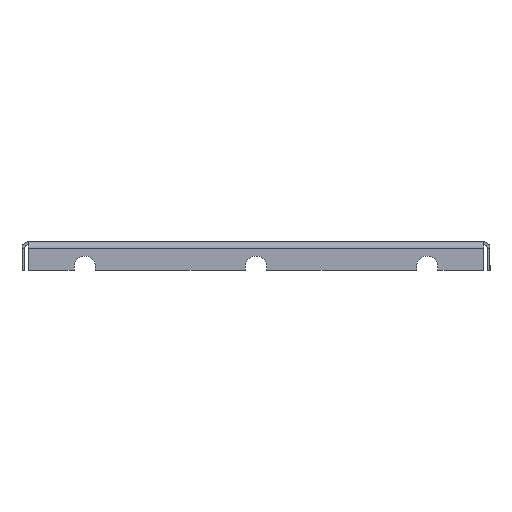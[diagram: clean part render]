
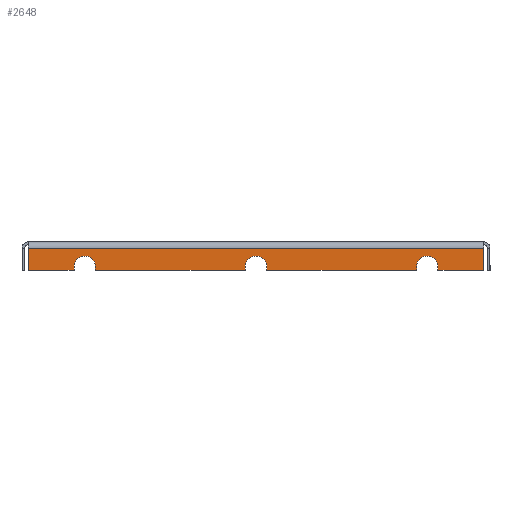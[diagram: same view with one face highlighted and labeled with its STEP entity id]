
A CAD part, left-side view. The second image highlights one B-rep face of the part: STEP entity #2648.
In plain terms, the highlighted planar face has unit normal (-1, 0, 0).
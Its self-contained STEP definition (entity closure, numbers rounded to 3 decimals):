
#85 = CARTESIAN_POINT ( 'NONE',  ( 0., 0., 0. ) ) ;
#154 = AXIS2_PLACEMENT_3D ( 'NONE', #4966, #2262, #1740 ) ;
#199 = VECTOR ( 'NONE', #2726, 1000. ) ;
#220 = CARTESIAN_POINT ( 'NONE',  ( 0., 28.4, -1.75 ) ) ;
#258 = AXIS2_PLACEMENT_3D ( 'NONE', #6994, #3786, #6513 ) ;
#286 = LINE ( 'NONE', #318, #3675 ) ;
#318 = CARTESIAN_POINT ( 'NONE',  ( 0., 0., -2. ) ) ;
#345 = CARTESIAN_POINT ( 'NONE',  ( 0., 29.15, -2. ) ) ;
#378 = LINE ( 'NONE', #1480, #5042 ) ;
#418 = CARTESIAN_POINT ( 'NONE',  ( 0., 32.35, -2. ) ) ;
#420 = VERTEX_POINT ( 'NONE', #5904 ) ;
#516 = VECTOR ( 'NONE', #3021, 1000. ) ;
#609 = DIRECTION ( 'NONE',  ( 0., -1., 0. ) ) ;
#616 = CARTESIAN_POINT ( 'NONE',  ( 0., 0., -2. ) ) ;
#637 = VECTOR ( 'NONE', #4329, 1000. ) ;
#722 = EDGE_CURVE ( 'NONE', #4997, #4960, #1858, .T. ) ;
#760 = ORIENTED_EDGE ( 'NONE', *, *, #6138, .T. ) ;
#789 = LINE ( 'NONE', #6957, #2155 ) ;
#920 = EDGE_CURVE ( 'NONE', #3622, #2972, #5994, .T. ) ;
#971 = ORIENTED_EDGE ( 'NONE', *, *, #5109, .T. ) ;
#994 = CARTESIAN_POINT ( 'NONE',  ( 0., 15.65, -1.75 ) ) ;
#1001 = VERTEX_POINT ( 'NONE', #994 ) ;
#1034 = CARTESIAN_POINT ( 'NONE',  ( 0., 0., -2. ) ) ;
#1207 = VECTOR ( 'NONE', #5816, 1000. ) ;
#1227 = DIRECTION ( 'NONE',  ( 1., 0., 0. ) ) ;
#1319 = CARTESIAN_POINT ( 'NONE',  ( 0., 29.15, -1.75 ) ) ;
#1329 = LINE ( 'NONE', #3496, #516 ) ;
#1448 = CARTESIAN_POINT ( 'NONE',  ( 0., 27.65, 0. ) ) ;
#1480 = CARTESIAN_POINT ( 'NONE',  ( 0., 0.45, 0. ) ) ;
#1497 = VERTEX_POINT ( 'NONE', #4002 ) ;
#1599 = ORIENTED_EDGE ( 'NONE', *, *, #7191, .F. ) ;
#1740 = DIRECTION ( 'NONE',  ( 0., 0., -1. ) ) ;
#1858 = LINE ( 'NONE', #4601, #6989 ) ;
#1922 = DIRECTION ( 'NONE',  ( 0., 0., 1. ) ) ;
#2040 = DIRECTION ( 'NONE',  ( 0., -1., 0. ) ) ;
#2097 = LINE ( 'NONE', #4265, #637 ) ;
#2137 = CARTESIAN_POINT ( 'NONE',  ( 0., 29.15, 0. ) ) ;
#2155 = VECTOR ( 'NONE', #2994, 1000. ) ;
#2216 = LINE ( 'NONE', #1034, #6088 ) ;
#2262 = DIRECTION ( 'NONE',  ( 1., 0., 0. ) ) ;
#2298 = EDGE_CURVE ( 'NONE', #3157, #6606, #5640, .T. ) ;
#2438 = CARTESIAN_POINT ( 'NONE',  ( 0., 3.65, -1.75 ) ) ;
#2567 = VECTOR ( 'NONE', #2855, 1000. ) ;
#2648 = ADVANCED_FACE ( 'NONE', ( #4481 ), #4015, .F. ) ;
#2657 = VERTEX_POINT ( 'NONE', #6176 ) ;
#2725 = ORIENTED_EDGE ( 'NONE', *, *, #2298, .T. ) ;
#2726 = DIRECTION ( 'NONE',  ( 0., 0., -1. ) ) ;
#2743 = EDGE_CURVE ( 'NONE', #420, #5730, #789, .T. ) ;
#2832 = EDGE_CURVE ( 'NONE', #420, #3923, #2097, .T. ) ;
#2855 = DIRECTION ( 'NONE',  ( 0., -1., 0. ) ) ;
#2924 = EDGE_CURVE ( 'NONE', #3157, #5324, #6479, .T. ) ;
#2932 = DIRECTION ( 'NONE',  ( 0., 0., -1. ) ) ;
#2972 = VERTEX_POINT ( 'NONE', #345 ) ;
#2993 = ORIENTED_EDGE ( 'NONE', *, *, #6647, .F. ) ;
#2994 = DIRECTION ( 'NONE',  ( 0., 0., 1. ) ) ;
#3021 = DIRECTION ( 'NONE',  ( 0., -1., 0. ) ) ;
#3080 = ORIENTED_EDGE ( 'NONE', *, *, #722, .T. ) ;
#3101 = LINE ( 'NONE', #5953, #6480 ) ;
#3157 = VERTEX_POINT ( 'NONE', #3605 ) ;
#3170 = VERTEX_POINT ( 'NONE', #5881 ) ;
#3218 = EDGE_CURVE ( 'NONE', #4997, #2657, #1329, .T. ) ;
#3331 = ORIENTED_EDGE ( 'NONE', *, *, #5426, .T. ) ;
#3452 = ORIENTED_EDGE ( 'NONE', *, *, #2832, .T. ) ;
#3469 = DIRECTION ( 'NONE',  ( 0., 0., -1. ) ) ;
#3496 = CARTESIAN_POINT ( 'NONE',  ( 0., 0.45, -0.45 ) ) ;
#3548 = LINE ( 'NONE', #4131, #1207 ) ;
#3605 = CARTESIAN_POINT ( 'NONE',  ( 0., 27.65, -2. ) ) ;
#3622 = VERTEX_POINT ( 'NONE', #1319 ) ;
#3634 = ORIENTED_EDGE ( 'NONE', *, *, #5933, .F. ) ;
#3637 = AXIS2_PLACEMENT_3D ( 'NONE', #220, #4649, #2932 ) ;
#3659 = CARTESIAN_POINT ( 'NONE',  ( 0., 17.15, -1.75 ) ) ;
#3672 = ORIENTED_EDGE ( 'NONE', *, *, #3218, .F. ) ;
#3675 = VECTOR ( 'NONE', #2040, 1000. ) ;
#3691 = DIRECTION ( 'NONE',  ( 0., 0., 1. ) ) ;
#3716 = DIRECTION ( 'NONE',  ( 0., 0., -1. ) ) ;
#3786 = DIRECTION ( 'NONE',  ( 1., 0., 0. ) ) ;
#3831 = ORIENTED_EDGE ( 'NONE', *, *, #2743, .F. ) ;
#3923 = VERTEX_POINT ( 'NONE', #7017 ) ;
#4002 = CARTESIAN_POINT ( 'NONE',  ( 0., 5.15, -1.75 ) ) ;
#4015 = PLANE ( 'NONE',  #5908 ) ;
#4131 = CARTESIAN_POINT ( 'NONE',  ( 0., 17.15, 0. ) ) ;
#4265 = CARTESIAN_POINT ( 'NONE',  ( 0., 0., -2. ) ) ;
#4329 = DIRECTION ( 'NONE',  ( 0., -1., 0. ) ) ;
#4400 = ORIENTED_EDGE ( 'NONE', *, *, #920, .F. ) ;
#4481 = FACE_OUTER_BOUND ( 'NONE', #7210, .T. ) ;
#4601 = CARTESIAN_POINT ( 'NONE',  ( 0., 32.35, 0. ) ) ;
#4633 = CARTESIAN_POINT ( 'NONE',  ( 0., 5.15, -2. ) ) ;
#4643 = CARTESIAN_POINT ( 'NONE',  ( 0., 17.15, -2. ) ) ;
#4649 = DIRECTION ( 'NONE',  ( 1., 0., 0. ) ) ;
#4814 = CIRCLE ( 'NONE', #258, 0.75 ) ;
#4845 = VECTOR ( 'NONE', #3691, 1000. ) ;
#4852 = DIRECTION ( 'NONE',  ( 0., 0., 1. ) ) ;
#4903 = ORIENTED_EDGE ( 'NONE', *, *, #6734, .T. ) ;
#4955 = ORIENTED_EDGE ( 'NONE', *, *, #5451, .T. ) ;
#4960 = VERTEX_POINT ( 'NONE', #418 ) ;
#4966 = CARTESIAN_POINT ( 'NONE',  ( 0., 4.4, -1.75 ) ) ;
#4997 = VERTEX_POINT ( 'NONE', #7138 ) ;
#5042 = VECTOR ( 'NONE', #4852, 1000. ) ;
#5087 = ORIENTED_EDGE ( 'NONE', *, *, #6369, .T. ) ;
#5109 = EDGE_CURVE ( 'NONE', #3170, #6980, #2216, .T. ) ;
#5117 = DIRECTION ( 'NONE',  ( 0., 0., -1. ) ) ;
#5324 = VERTEX_POINT ( 'NONE', #6843 ) ;
#5426 = EDGE_CURVE ( 'NONE', #6805, #1001, #4814, .T. ) ;
#5451 = EDGE_CURVE ( 'NONE', #3923, #2657, #378, .T. ) ;
#5640 = LINE ( 'NONE', #616, #2567 ) ;
#5725 = ORIENTED_EDGE ( 'NONE', *, *, #2924, .F. ) ;
#5730 = VERTEX_POINT ( 'NONE', #2438 ) ;
#5740 = VECTOR ( 'NONE', #1922, 1000. ) ;
#5816 = DIRECTION ( 'NONE',  ( 0., 0., -1. ) ) ;
#5866 = CIRCLE ( 'NONE', #3637, 0.75 ) ;
#5881 = CARTESIAN_POINT ( 'NONE',  ( 0., 15.65, -2. ) ) ;
#5904 = CARTESIAN_POINT ( 'NONE',  ( 0., 3.65, -2. ) ) ;
#5908 = AXIS2_PLACEMENT_3D ( 'NONE', #85, #1227, #3469 ) ;
#5933 = EDGE_CURVE ( 'NONE', #3170, #1001, #6952, .T. ) ;
#5953 = CARTESIAN_POINT ( 'NONE',  ( 0., 5.15, 0. ) ) ;
#5994 = LINE ( 'NONE', #2137, #199 ) ;
#6088 = VECTOR ( 'NONE', #609, 1000. ) ;
#6138 = EDGE_CURVE ( 'NONE', #3622, #5324, #5866, .T. ) ;
#6176 = CARTESIAN_POINT ( 'NONE',  ( 0., 0.45, -0.45 ) ) ;
#6369 = EDGE_CURVE ( 'NONE', #1497, #5730, #6829, .T. ) ;
#6475 = CARTESIAN_POINT ( 'NONE',  ( 0., 15.65, 0. ) ) ;
#6479 = LINE ( 'NONE', #1448, #4845 ) ;
#6480 = VECTOR ( 'NONE', #3716, 1000. ) ;
#6513 = DIRECTION ( 'NONE',  ( 0., 0., -1. ) ) ;
#6606 = VERTEX_POINT ( 'NONE', #4643 ) ;
#6647 = EDGE_CURVE ( 'NONE', #6805, #6606, #3548, .T. ) ;
#6734 = EDGE_CURVE ( 'NONE', #4960, #2972, #286, .T. ) ;
#6805 = VERTEX_POINT ( 'NONE', #3659 ) ;
#6829 = CIRCLE ( 'NONE', #154, 0.75 ) ;
#6843 = CARTESIAN_POINT ( 'NONE',  ( 0., 27.65, -1.75 ) ) ;
#6952 = LINE ( 'NONE', #6475, #5740 ) ;
#6957 = CARTESIAN_POINT ( 'NONE',  ( 0., 3.65, 0. ) ) ;
#6980 = VERTEX_POINT ( 'NONE', #4633 ) ;
#6989 = VECTOR ( 'NONE', #5117, 1000. ) ;
#6994 = CARTESIAN_POINT ( 'NONE',  ( 0., 16.4, -1.75 ) ) ;
#7017 = CARTESIAN_POINT ( 'NONE',  ( 0., 0.45, -2. ) ) ;
#7138 = CARTESIAN_POINT ( 'NONE',  ( 0., 32.35, -0.45 ) ) ;
#7191 = EDGE_CURVE ( 'NONE', #1497, #6980, #3101, .T. ) ;
#7210 = EDGE_LOOP ( 'NONE', ( #1599, #5087, #3831, #3452, #4955, #3672, #3080, #4903, #4400, #760, #5725, #2725, #2993, #3331, #3634, #971 ) ) ;
